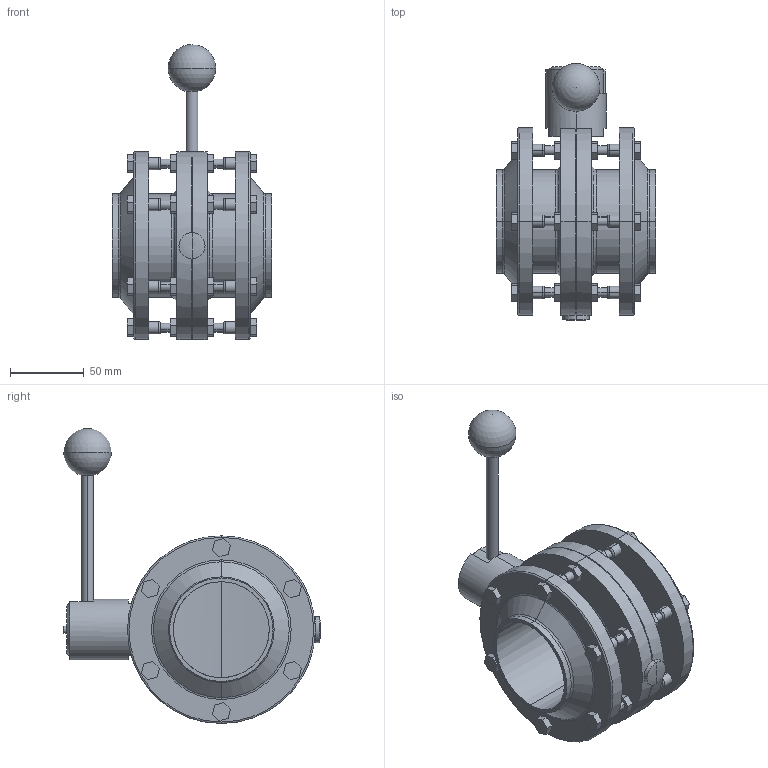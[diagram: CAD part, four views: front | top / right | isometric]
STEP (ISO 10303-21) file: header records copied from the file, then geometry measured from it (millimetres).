
FILE_DESCRIPTION (( 'STEP AP203' ), '1' );
FILE_NAME ('3D-M4310_DN65_174501020_174501045.STEP', '2024-09-19T11:54:34', ( '' ), ( '' ), 'SwSTEP 2.0', 'SolidWorks 2024', '' );
FILE_SCHEMA (( 'CONFIG_CONTROL_DESIGN' ));
Length unit declared in the file: millimetre
Products named in the file (1): 3D-M4310_DN65_174501020_174501045
Bounding box: 108 x 173.6 x 199.63 mm (x, y, z)
Volume: 541487 mm3; surface area: 147270.5 mm2
Topology: 4 solids, 19 shells, 433 faces, 996 edges, 638 vertices
Faces by surface type: plane 242, cylinder 121, torus 46, cone 18, sphere 6
Entity records: 12788 total; most frequent: CARTESIAN_POINT 2608, DIRECTION 2191, ORIENTED_EDGE 1980, EDGE_CURVE 990, AXIS2_PLACEMENT_3D 793, VERTEX_POINT 636, LINE 605, VECTOR 605
